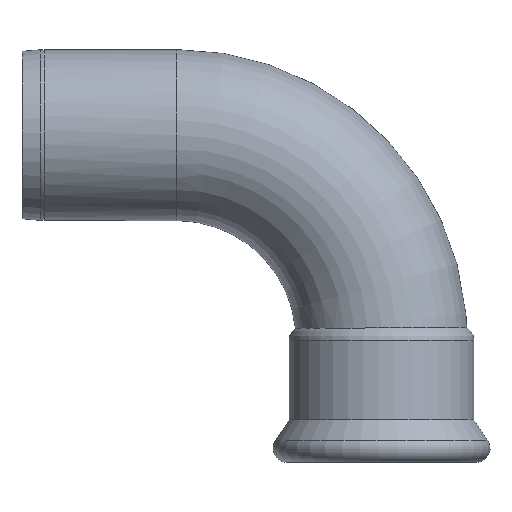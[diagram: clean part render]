
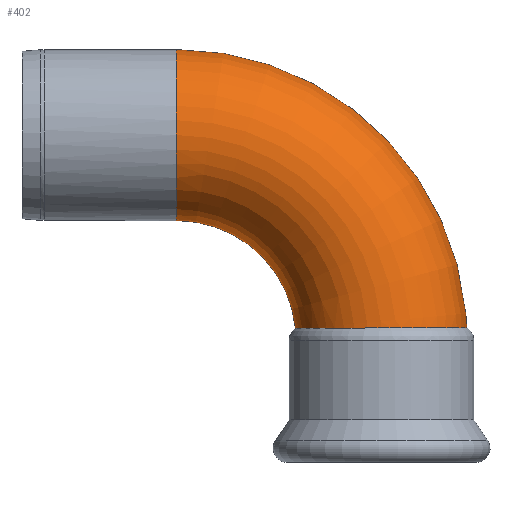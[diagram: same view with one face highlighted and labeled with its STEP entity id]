
A CAD part, front view. The second image highlights one B-rep face of the part: STEP entity #402.
In plain terms, the highlighted toroidal (fillet/blend) face has major radius 50.4 mm and minor radius 21 mm.
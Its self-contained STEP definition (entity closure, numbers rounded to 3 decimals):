
#19=B_SPLINE_CURVE_WITH_KNOTS('',3,(#646,#647,#648,#649,#650,#651,#652,
#653,#654,#655,#656,#657,#658,#659,#660,#661,#662,#663,#664,#665,#666,#667,
#668,#669,#670),.UNSPECIFIED.,.F.,.F.,(4,2,2,2,2,2,3,2,2,2,2,4),(-4.356,
-4.106,-3.283,-2.461,-1.64,
-0.82,0.,0.464,0.928,1.749,
2.57,3.309),.UNSPECIFIED.);
#20=B_SPLINE_CURVE_WITH_KNOTS('',3,(#672,#673,#674,#675,#676,#677,#678,
#679,#680,#681,#682,#683),.UNSPECIFIED.,.F.,.F.,(4,2,2,2,2,4),(-9.937,
-9.853,-9.03,-8.209,-7.391,
-6.624),.UNSPECIFIED.);
#21=B_SPLINE_CURVE_WITH_KNOTS('',3,(#684,#685,#686,#687,#688,#689,#690,
#691,#692,#693),.UNSPECIFIED.,.F.,.F.,(4,2,2,2,4),(-6.624,-6.575,
-5.755,-4.931,-4.356),.UNSPECIFIED.);
#47=TOROIDAL_SURFACE('',#462,50.4,21.);
#61=FACE_OUTER_BOUND('',#87,.T.);
#87=EDGE_LOOP('',(#282,#283,#284,#285,#286,#287,#288,#289));
#138=CIRCLE('',#463,21.);
#139=CIRCLE('',#464,29.4);
#140=CIRCLE('',#465,21.);
#141=CIRCLE('',#466,21.);
#166=VERTEX_POINT('',#644);
#167=VERTEX_POINT('',#645);
#168=VERTEX_POINT('',#671);
#170=VERTEX_POINT('',#700);
#171=VERTEX_POINT('',#701);
#172=VERTEX_POINT('',#704);
#206=EDGE_CURVE('',#166,#167,#19,.F.);
#207=EDGE_CURVE('',#168,#166,#20,.F.);
#208=EDGE_CURVE('',#167,#168,#21,.F.);
#212=EDGE_CURVE('',#170,#171,#138,.T.);
#213=EDGE_CURVE('',#171,#168,#139,.T.);
#214=EDGE_CURVE('',#171,#172,#140,.T.);
#215=EDGE_CURVE('',#172,#170,#141,.T.);
#282=ORIENTED_EDGE('',*,*,#212,.T.);
#283=ORIENTED_EDGE('',*,*,#213,.T.);
#284=ORIENTED_EDGE('',*,*,#207,.T.);
#285=ORIENTED_EDGE('',*,*,#206,.T.);
#286=ORIENTED_EDGE('',*,*,#208,.T.);
#287=ORIENTED_EDGE('',*,*,#213,.F.);
#288=ORIENTED_EDGE('',*,*,#214,.T.);
#289=ORIENTED_EDGE('',*,*,#215,.T.);
#402=ADVANCED_FACE('',(#61),#47,.T.);
#462=AXIS2_PLACEMENT_3D('',#699,#542,#543);
#463=AXIS2_PLACEMENT_3D('',#702,#544,#545);
#464=AXIS2_PLACEMENT_3D('',#703,#546,#547);
#465=AXIS2_PLACEMENT_3D('',#705,#548,#549);
#466=AXIS2_PLACEMENT_3D('',#706,#550,#551);
#542=DIRECTION('center_axis',(0.,-1.,0.));
#543=DIRECTION('ref_axis',(1.,0.,0.));
#544=DIRECTION('center_axis',(1.,0.,0.));
#545=DIRECTION('ref_axis',(0.,-1.,0.));
#546=DIRECTION('center_axis',(0.,1.,0.));
#547=DIRECTION('ref_axis',(1.,0.,0.));
#548=DIRECTION('center_axis',(1.,0.,0.));
#549=DIRECTION('ref_axis',(0.,-1.,0.));
#550=DIRECTION('center_axis',(1.,0.,0.));
#551=DIRECTION('ref_axis',(0.,-1.,0.));
#644=CARTESIAN_POINT('',(-0.091,-21.,-47.37));
#645=CARTESIAN_POINT('',(-10.093,18.476,-47.403));
#646=CARTESIAN_POINT('Ctrl Pts',(-10.093,18.476,-47.403));
#647=CARTESIAN_POINT('Ctrl Pts',(-9.363,18.869,-47.4));
#648=CARTESIAN_POINT('Ctrl Pts',(-8.609,19.22,-47.397));
#649=CARTESIAN_POINT('Ctrl Pts',(-5.28,20.535,-47.385));
#650=CARTESIAN_POINT('Ctrl Pts',(-2.554,21.035,-47.377));
#651=CARTESIAN_POINT('Ctrl Pts',(2.932,20.961,-47.362));
#652=CARTESIAN_POINT('Ctrl Pts',(5.639,20.39,-47.356));
#653=CARTESIAN_POINT('Ctrl Pts',(10.677,18.244,-47.347));
#654=CARTESIAN_POINT('Ctrl Pts',(12.961,16.69,-47.343));
#655=CARTESIAN_POINT('Ctrl Pts',(16.803,12.797,-47.337));
#656=CARTESIAN_POINT('Ctrl Pts',(18.325,10.495,-47.334));
#657=CARTESIAN_POINT('Ctrl Pts',(20.4,5.438,-47.332));
#658=CARTESIAN_POINT('Ctrl Pts',(20.934,2.732,-47.331));
#659=CARTESIAN_POINT('Ctrl Pts',(20.934,0.,-47.331));
#660=CARTESIAN_POINT('Ctrl Pts',(20.934,-1.547,-47.331));
#661=CARTESIAN_POINT('Ctrl Pts',(20.763,-3.09,-47.331));
#662=CARTESIAN_POINT('Ctrl Pts',(20.085,-6.109,-47.332));
#663=CARTESIAN_POINT('Ctrl Pts',(19.58,-7.576,-47.333));
#664=CARTESIAN_POINT('Ctrl Pts',(17.748,-11.447,-47.335));
#665=CARTESIAN_POINT('Ctrl Pts',(16.106,-13.667,-47.338));
#666=CARTESIAN_POINT('Ctrl Pts',(12.062,-17.355,-47.344));
#667=CARTESIAN_POINT('Ctrl Pts',(9.698,-18.787,-47.348));
#668=CARTESIAN_POINT('Ctrl Pts',(4.811,-20.569,-47.358));
#669=CARTESIAN_POINT('Ctrl Pts',(2.368,-21.,-47.364));
#670=CARTESIAN_POINT('Ctrl Pts',(-0.091,-21.,-47.37));
#671=CARTESIAN_POINT('',(-21.147,0.,-47.465));
#672=CARTESIAN_POINT('Ctrl Pts',(-0.091,-21.,-47.37));
#673=CARTESIAN_POINT('Ctrl Pts',(-0.369,-21.,-47.371));
#674=CARTESIAN_POINT('Ctrl Pts',(-0.648,-20.994,-47.372));
#675=CARTESIAN_POINT('Ctrl Pts',(-3.667,-20.875,-47.38));
#676=CARTESIAN_POINT('Ctrl Pts',(-6.361,-20.232,-47.389));
#677=CARTESIAN_POINT('Ctrl Pts',(-11.346,-17.953,-47.408));
#678=CARTESIAN_POINT('Ctrl Pts',(-13.591,-16.34,-47.418));
#679=CARTESIAN_POINT('Ctrl Pts',(-17.33,-12.355,-47.439));
#680=CARTESIAN_POINT('Ctrl Pts',(-18.791,-10.023,-47.448));
#681=CARTESIAN_POINT('Ctrl Pts',(-20.679,-5.089,-47.461));
#682=CARTESIAN_POINT('Ctrl Pts',(-21.147,-2.555,-47.465));
#683=CARTESIAN_POINT('Ctrl Pts',(-21.147,0.,
-47.465));
#684=CARTESIAN_POINT('Ctrl Pts',(-21.147,0.,
-47.465));
#685=CARTESIAN_POINT('Ctrl Pts',(-21.147,0.165,-47.465));
#686=CARTESIAN_POINT('Ctrl Pts',(-21.145,0.329,-47.465));
#687=CARTESIAN_POINT('Ctrl Pts',(-21.076,3.227,-47.464));
#688=CARTESIAN_POINT('Ctrl Pts',(-20.477,5.92,-47.46));
#689=CARTESIAN_POINT('Ctrl Pts',(-18.272,10.935,-47.445));
#690=CARTESIAN_POINT('Ctrl Pts',(-16.685,13.208,-47.435));
#691=CARTESIAN_POINT('Ctrl Pts',(-13.326,16.439,-47.417));
#692=CARTESIAN_POINT('Ctrl Pts',(-11.773,17.57,-47.41));
#693=CARTESIAN_POINT('Ctrl Pts',(-10.093,18.476,-47.403));
#699=CARTESIAN_POINT('Origin',(-50.4,0.,-50.4));
#700=CARTESIAN_POINT('',(-50.4,-21.,0.));
#701=CARTESIAN_POINT('',(-50.4,0.,-21.));
#702=CARTESIAN_POINT('Origin',(-50.4,0.,0.));
#703=CARTESIAN_POINT('Origin',(-50.4,0.,-50.4));
#704=CARTESIAN_POINT('',(-50.4,21.,0.));
#705=CARTESIAN_POINT('Origin',(-50.4,0.,0.));
#706=CARTESIAN_POINT('Origin',(-50.4,0.,0.));
